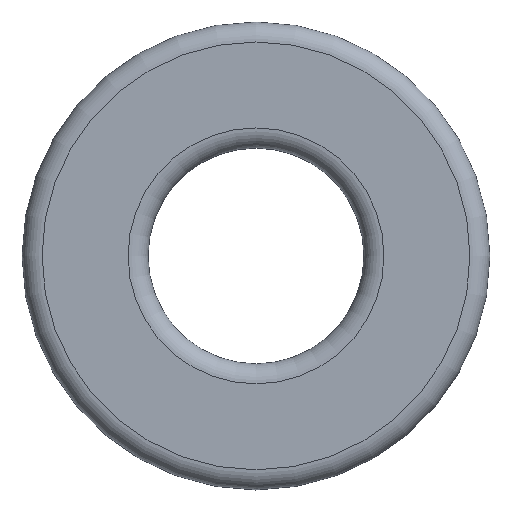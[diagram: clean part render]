
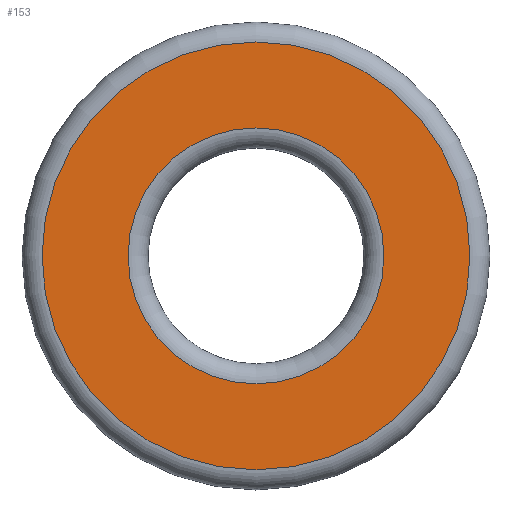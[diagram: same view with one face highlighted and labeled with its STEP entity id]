
A CAD part, top view. The second image highlights one B-rep face of the part: STEP entity #153.
In plain terms, the highlighted planar face has unit normal (0, 0, 1).
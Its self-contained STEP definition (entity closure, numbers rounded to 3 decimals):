
#16=FACE_BOUND('',#37,.T.);
#18=PLANE('',#193);
#27=FACE_OUTER_BOUND('',#36,.T.);
#36=EDGE_LOOP('',(#125,#126));
#37=EDGE_LOOP('',(#127,#128));
#52=CIRCLE('',#187,5.35);
#53=CIRCLE('',#188,5.35);
#57=CIRCLE('',#194,3.2);
#58=CIRCLE('',#195,3.2);
#71=VERTEX_POINT('',#283);
#72=VERTEX_POINT('',#284);
#75=VERTEX_POINT('',#294);
#76=VERTEX_POINT('',#295);
#89=EDGE_CURVE('',#71,#72,#52,.T.);
#90=EDGE_CURVE('',#72,#71,#53,.T.);
#94=EDGE_CURVE('',#75,#76,#57,.T.);
#95=EDGE_CURVE('',#76,#75,#58,.T.);
#125=ORIENTED_EDGE('',*,*,#89,.T.);
#126=ORIENTED_EDGE('',*,*,#90,.T.);
#127=ORIENTED_EDGE('',*,*,#94,.F.);
#128=ORIENTED_EDGE('',*,*,#95,.F.);
#153=ADVANCED_FACE('',(#27,#16),#18,.F.);
#187=AXIS2_PLACEMENT_3D('',#285,#228,#229);
#188=AXIS2_PLACEMENT_3D('',#286,#230,#231);
#193=AXIS2_PLACEMENT_3D('',#293,#240,#241);
#194=AXIS2_PLACEMENT_3D('',#296,#242,#243);
#195=AXIS2_PLACEMENT_3D('',#297,#244,#245);
#228=DIRECTION('center_axis',(0.,0.,1.));
#229=DIRECTION('ref_axis',(1.,0.,0.));
#230=DIRECTION('center_axis',(0.,0.,1.));
#231=DIRECTION('ref_axis',(1.,0.,0.));
#240=DIRECTION('center_axis',(0.,0.,-1.));
#241=DIRECTION('ref_axis',(-1.,0.,0.));
#242=DIRECTION('center_axis',(0.,0.,1.));
#243=DIRECTION('ref_axis',(1.,0.,0.));
#244=DIRECTION('center_axis',(0.,0.,1.));
#245=DIRECTION('ref_axis',(1.,0.,0.));
#283=CARTESIAN_POINT('',(-11.25,14.4,23.1));
#284=CARTESIAN_POINT('',(-21.95,14.4,23.1));
#285=CARTESIAN_POINT('Origin',(-16.6,14.4,23.1));
#286=CARTESIAN_POINT('Origin',(-16.6,14.4,23.1));
#293=CARTESIAN_POINT('Origin',(-10.75,14.4,23.1));
#294=CARTESIAN_POINT('',(-13.4,14.4,23.1));
#295=CARTESIAN_POINT('',(-19.8,14.4,23.1));
#296=CARTESIAN_POINT('Origin',(-16.6,14.4,23.1));
#297=CARTESIAN_POINT('Origin',(-16.6,14.4,23.1));
